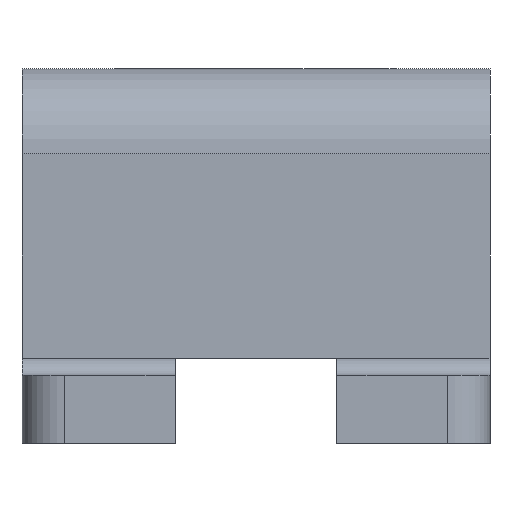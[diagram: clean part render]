
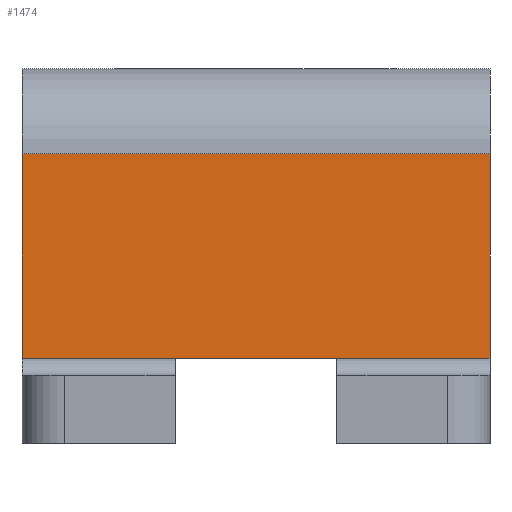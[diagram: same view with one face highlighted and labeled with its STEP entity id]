
A CAD part, left-side view. The second image highlights one B-rep face of the part: STEP entity #1474.
In plain terms, the highlighted planar face has unit normal (-1, 0, 0).
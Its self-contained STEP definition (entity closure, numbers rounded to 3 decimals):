
#656 = VERTEX_POINT('',#657);
#657 = CARTESIAN_POINT('',(-2.8,-2.75,1.));
#666 = VERTEX_POINT('',#667);
#667 = CARTESIAN_POINT('',(-2.8,-0.95,1.));
#674 = EDGE_CURVE('',#666,#656,#675,.T.);
#675 = LINE('',#676,#677);
#676 = CARTESIAN_POINT('',(-2.8,2.75,1.));
#677 = VECTOR('',#678,1.);
#678 = DIRECTION('',(-0.,-1.,-0.));
#1446 = VERTEX_POINT('',#1447);
#1447 = CARTESIAN_POINT('',(-2.8,2.75,1.));
#1454 = EDGE_CURVE('',#1446,#1455,#1457,.T.);
#1455 = VERTEX_POINT('',#1456);
#1456 = CARTESIAN_POINT('',(-2.8,0.95,1.));
#1457 = LINE('',#1458,#1459);
#1458 = CARTESIAN_POINT('',(-2.8,2.75,1.));
#1459 = VECTOR('',#1460,1.);
#1460 = DIRECTION('',(-0.,-1.,-0.));
#1474 = ADVANCED_FACE('',(#1475),#1507,.F.);
#1475 = FACE_BOUND('',#1476,.T.);
#1476 = EDGE_LOOP('',(#1477,#1485,#1493,#1499,#1500,#1506));
#1477 = ORIENTED_EDGE('',*,*,#1478,.T.);
#1478 = EDGE_CURVE('',#656,#1479,#1481,.T.);
#1479 = VERTEX_POINT('',#1480);
#1480 = CARTESIAN_POINT('',(-2.8,-2.75,3.4));
#1481 = LINE('',#1482,#1483);
#1482 = CARTESIAN_POINT('',(-2.8,-2.75,1.));
#1483 = VECTOR('',#1484,1.);
#1484 = DIRECTION('',(0.,0.,1.));
#1485 = ORIENTED_EDGE('',*,*,#1486,.F.);
#1486 = EDGE_CURVE('',#1487,#1479,#1489,.T.);
#1487 = VERTEX_POINT('',#1488);
#1488 = CARTESIAN_POINT('',(-2.8,2.75,3.4));
#1489 = LINE('',#1490,#1491);
#1490 = CARTESIAN_POINT('',(-2.8,2.75,3.4));
#1491 = VECTOR('',#1492,1.);
#1492 = DIRECTION('',(-0.,-1.,-0.));
#1493 = ORIENTED_EDGE('',*,*,#1494,.F.);
#1494 = EDGE_CURVE('',#1446,#1487,#1495,.T.);
#1495 = LINE('',#1496,#1497);
#1496 = CARTESIAN_POINT('',(-2.8,2.75,1.));
#1497 = VECTOR('',#1498,1.);
#1498 = DIRECTION('',(0.,0.,1.));
#1499 = ORIENTED_EDGE('',*,*,#1454,.T.);
#1500 = ORIENTED_EDGE('',*,*,#1501,.T.);
#1501 = EDGE_CURVE('',#1455,#666,#1502,.T.);
#1502 = LINE('',#1503,#1504);
#1503 = CARTESIAN_POINT('',(-2.8,2.75,1.));
#1504 = VECTOR('',#1505,1.);
#1505 = DIRECTION('',(0.,-1.,0.));
#1506 = ORIENTED_EDGE('',*,*,#674,.T.);
#1507 = PLANE('',#1508);
#1508 = AXIS2_PLACEMENT_3D('',#1509,#1510,#1511);
#1509 = CARTESIAN_POINT('',(-2.8,2.75,1.));
#1510 = DIRECTION('',(1.,0.,0.));
#1511 = DIRECTION('',(0.,0.,-1.));
